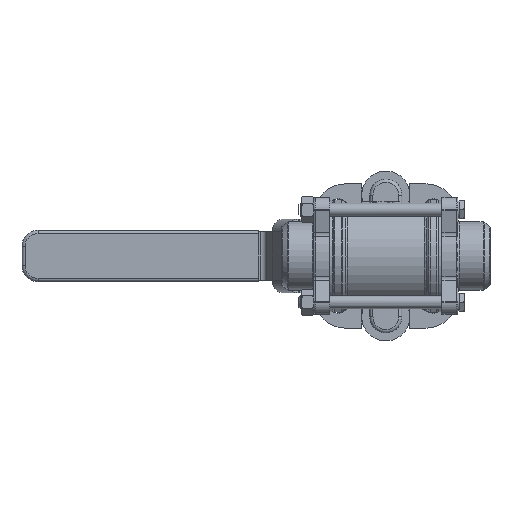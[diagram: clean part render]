
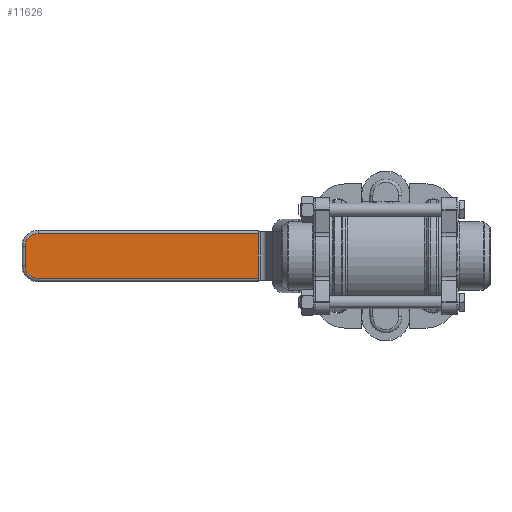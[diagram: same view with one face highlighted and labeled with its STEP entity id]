
A CAD part, front view. The second image highlights one B-rep face of the part: STEP entity #11626.
In plain terms, the highlighted planar face has unit normal (0, -1, 0).
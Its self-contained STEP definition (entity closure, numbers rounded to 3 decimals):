
#1228=LINE('',#20663,#2053);
#1231=LINE('',#20678,#2056);
#1233=LINE('',#20690,#2058);
#1234=LINE('',#20692,#2059);
#2053=VECTOR('',#15687,10.);
#2056=VECTOR('',#15704,10.);
#2058=VECTOR('',#15718,10.);
#2059=VECTOR('',#15721,10.);
#2449=PLANE('',#12930);
#3047=FACE_OUTER_BOUND('',#3776,.T.);
#3776=EDGE_LOOP('',(#9712,#9713,#9714,#9715,#9716,#9717));
#4450=CIRCLE('',#12921,4.);
#4454=CIRCLE('',#12927,4.);
#5403=VERTEX_POINT('',#20660);
#5404=VERTEX_POINT('',#20662);
#5406=VERTEX_POINT('',#20668);
#5408=VERTEX_POINT('',#20674);
#5410=VERTEX_POINT('',#20680);
#5412=VERTEX_POINT('',#20686);
#6858=EDGE_CURVE('',#5403,#5404,#1228,.T.);
#6863=EDGE_CURVE('',#5404,#5406,#4450,.T.);
#6866=EDGE_CURVE('',#5406,#5408,#1231,.T.);
#6869=EDGE_CURVE('',#5408,#5410,#4454,.T.);
#6872=EDGE_CURVE('',#5410,#5412,#1233,.T.);
#6873=EDGE_CURVE('',#5412,#5403,#1234,.T.);
#9712=ORIENTED_EDGE('',*,*,#6872,.F.);
#9713=ORIENTED_EDGE('',*,*,#6869,.F.);
#9714=ORIENTED_EDGE('',*,*,#6866,.F.);
#9715=ORIENTED_EDGE('',*,*,#6863,.F.);
#9716=ORIENTED_EDGE('',*,*,#6858,.F.);
#9717=ORIENTED_EDGE('',*,*,#6873,.F.);
#11626=ADVANCED_FACE('',(#3047),#2449,.T.);
#12921=AXIS2_PLACEMENT_3D('',#20672,#15697,#15698);
#12927=AXIS2_PLACEMENT_3D('',#20684,#15711,#15712);
#12930=AXIS2_PLACEMENT_3D('',#20691,#15719,#15720);
#15687=DIRECTION('',(0.,0.,-1.));
#15697=DIRECTION('center_axis',(0.,1.,0.));
#15698=DIRECTION('ref_axis',(0.707,0.,-0.707));
#15704=DIRECTION('',(-1.,0.,0.));
#15711=DIRECTION('center_axis',(0.,1.,0.));
#15712=DIRECTION('ref_axis',(-0.707,0.,-0.707));
#15718=DIRECTION('',(0.,0.,1.));
#15719=DIRECTION('center_axis',(0.,-1.,0.));
#15720=DIRECTION('ref_axis',(-1.,0.,0.));
#15721=DIRECTION('',(1.,0.,0.));
#20660=CARTESIAN_POINT('',(7.,24.444,-39.75));
#20662=CARTESIAN_POINT('',(7.,24.444,-108.5));
#20663=CARTESIAN_POINT('',(7.,24.444,-39.75));
#20668=CARTESIAN_POINT('',(3.,24.444,-112.5));
#20672=CARTESIAN_POINT('Origin',(3.,24.444,-108.5));
#20674=CARTESIAN_POINT('',(-3.,24.444,-112.5));
#20678=CARTESIAN_POINT('',(4.,24.444,-112.5));
#20680=CARTESIAN_POINT('',(-7.,24.444,-108.5));
#20684=CARTESIAN_POINT('Origin',(-3.,24.444,-108.5));
#20686=CARTESIAN_POINT('',(-7.,24.444,-39.75));
#20690=CARTESIAN_POINT('',(-7.,24.444,-39.75));
#20691=CARTESIAN_POINT('Origin',(8.,24.444,-39.75));
#20692=CARTESIAN_POINT('',(-8.,24.444,-39.75));
